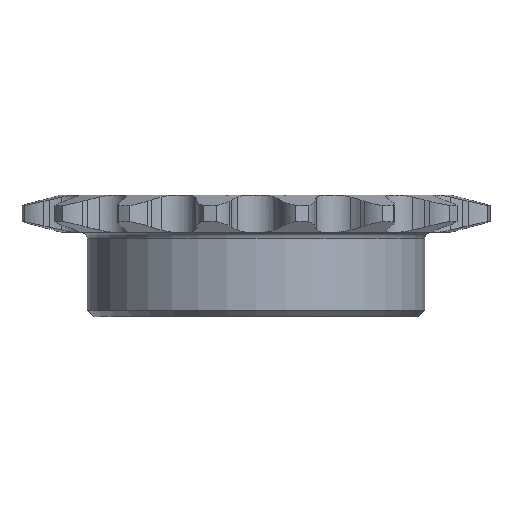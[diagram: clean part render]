
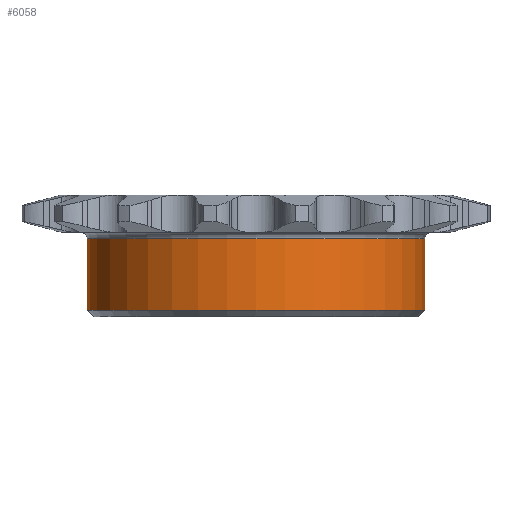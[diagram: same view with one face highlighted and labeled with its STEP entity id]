
A CAD part, front view. The second image highlights one B-rep face of the part: STEP entity #6058.
In plain terms, the highlighted cylindrical face has radius 12.7 mm (diameter 25.4 mm), a partial arc.
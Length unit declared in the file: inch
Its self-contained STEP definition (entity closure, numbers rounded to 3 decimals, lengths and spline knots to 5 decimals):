
#96 = AXIS2_PLACEMENT_3D ( 'NONE', #4644, #2540, #3578 ) ;
#178 = DIRECTION ( 'NONE',  ( 1., 0., 0. ) ) ;
#296 = EDGE_CURVE ( 'NONE', #3306, #2471, #2509, .T. ) ;
#708 = DIRECTION ( 'NONE',  ( 0., 0., -1. ) ) ;
#882 = AXIS2_PLACEMENT_3D ( 'NONE', #1771, #5274, #5792 ) ;
#1076 = CYLINDRICAL_SURFACE ( 'NONE', #96, 0.5 ) ;
#1177 = CARTESIAN_POINT ( 'NONE',  ( 0., 0., -0.01969 ) ) ;
#1208 = ORIENTED_EDGE ( 'NONE', *, *, #296, .F. ) ;
#1385 = FACE_OUTER_BOUND ( 'NONE', #5262, .T. ) ;
#1479 = EDGE_CURVE ( 'NONE', #3512, #6542, #2197, .T. ) ;
#1604 = ORIENTED_EDGE ( 'NONE', *, *, #3489, .T. ) ;
#1771 = CARTESIAN_POINT ( 'NONE',  ( 0., 0., -0.23156 ) ) ;
#1885 = CIRCLE ( 'NONE', #4016, 0.5 ) ;
#1932 = CARTESIAN_POINT ( 'NONE',  ( -0.5, 0., -0.01969 ) ) ;
#2197 = LINE ( 'NONE', #3870, #5137 ) ;
#2471 = VERTEX_POINT ( 'NONE', #1932 ) ;
#2509 = LINE ( 'NONE', #4475, #6300 ) ;
#2540 = DIRECTION ( 'NONE',  ( 0., 0., 1. ) ) ;
#3015 = ORIENTED_EDGE ( 'NONE', *, *, #1479, .T. ) ;
#3306 = VERTEX_POINT ( 'NONE', #4441 ) ;
#3417 = DIRECTION ( 'NONE',  ( 0., 0., 1. ) ) ;
#3489 = EDGE_CURVE ( 'NONE', #6542, #2471, #1885, .T. ) ;
#3512 = VERTEX_POINT ( 'NONE', #5265 ) ;
#3578 = DIRECTION ( 'NONE',  ( 1., 0., 0. ) ) ;
#3830 = DIRECTION ( 'NONE',  ( 0., 0., 1. ) ) ;
#3870 = CARTESIAN_POINT ( 'NONE',  ( 0.5, 0., -0.25125 ) ) ;
#4016 = AXIS2_PLACEMENT_3D ( 'NONE', #1177, #708, #178 ) ;
#4064 = CIRCLE ( 'NONE', #882, 0.5 ) ;
#4441 = CARTESIAN_POINT ( 'NONE',  ( -0.5, 0., -0.23156 ) ) ;
#4445 = CARTESIAN_POINT ( 'NONE',  ( 0.5, 0., -0.01969 ) ) ;
#4475 = CARTESIAN_POINT ( 'NONE',  ( -0.5, 0., -0.25125 ) ) ;
#4644 = CARTESIAN_POINT ( 'NONE',  ( 0., 0., -0.25125 ) ) ;
#4747 = ORIENTED_EDGE ( 'NONE', *, *, #6419, .T. ) ;
#5137 = VECTOR ( 'NONE', #3830, 39.37008 ) ;
#5262 = EDGE_LOOP ( 'NONE', ( #1208, #4747, #3015, #1604 ) ) ;
#5265 = CARTESIAN_POINT ( 'NONE',  ( 0.5, 0., -0.23156 ) ) ;
#5274 = DIRECTION ( 'NONE',  ( 0., 0., 1. ) ) ;
#5792 = DIRECTION ( 'NONE',  ( -1., 0., 0. ) ) ;
#6058 = ADVANCED_FACE ( 'NONE', ( #1385 ), #1076, .T. ) ;
#6300 = VECTOR ( 'NONE', #3417, 39.37008 ) ;
#6419 = EDGE_CURVE ( 'NONE', #3306, #3512, #4064, .T. ) ;
#6542 = VERTEX_POINT ( 'NONE', #4445 ) ;
